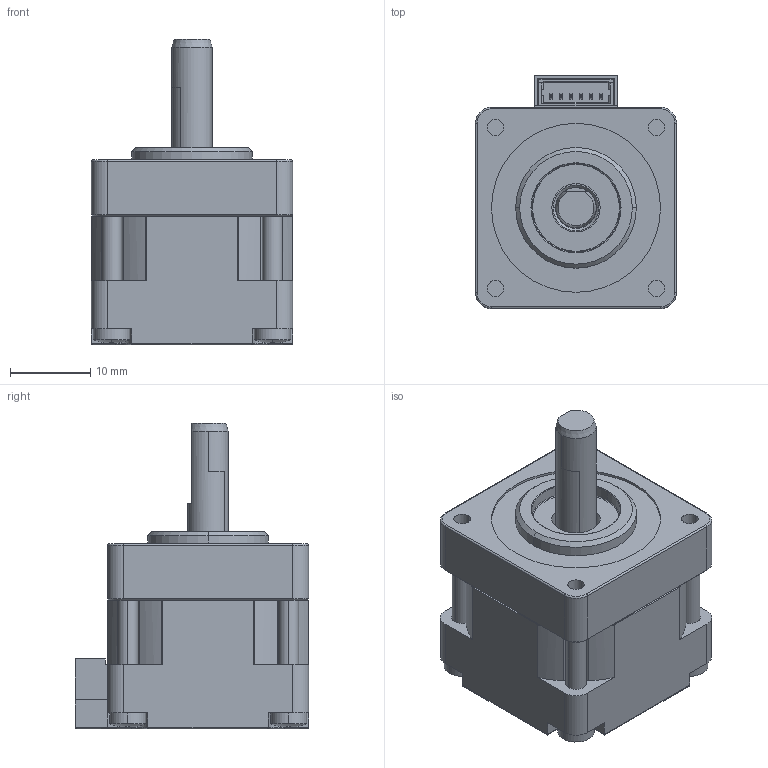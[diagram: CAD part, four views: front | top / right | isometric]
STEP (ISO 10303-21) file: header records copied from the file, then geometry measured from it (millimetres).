
FILE_DESCRIPTION((''),'2;1');
FILE_NAME('MS10HY0','2020-03-09T15:55:04',('ms20301'),(''),'CREO PARAMETRIC BY PTC INC, 2018100','CREO PARAMETRIC BY PTC INC, 2018100','');
FILE_SCHEMA(('CONFIG_CONTROL_DESIGN'));
Length unit declared in the file: millimetre
Products named in the file (1): MS10HY0
Bounding box: 25 x 29 x 38 mm (x, y, z)
Volume: 489.6 mm3; surface area: 9176.6 mm2
Topology: 3 solids, 4 shells, 846 faces, 2297 edges, 1471 vertices
Faces by surface type: plane 604, cylinder 187, cone 19, bspline 16, torus 12, sphere 8
Entity records: 27820 total; most frequent: CARTESIAN_POINT 6223, ORIENTED_EDGE 4566, DIRECTION 4409, EDGE_CURVE 2297, VECTOR 1593, LINE 1593, VERTEX_POINT 1471, AXIS2_PLACEMENT_3D 1408
